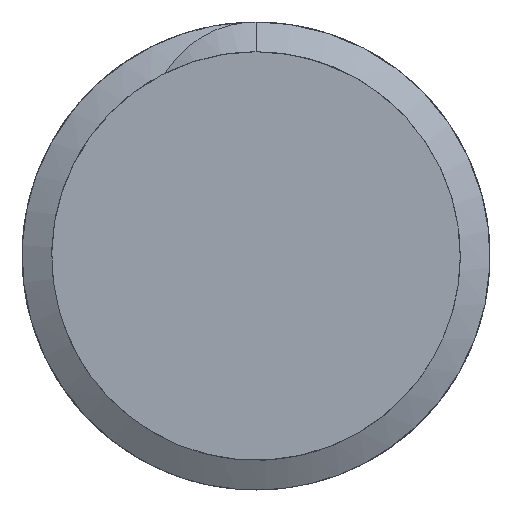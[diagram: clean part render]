
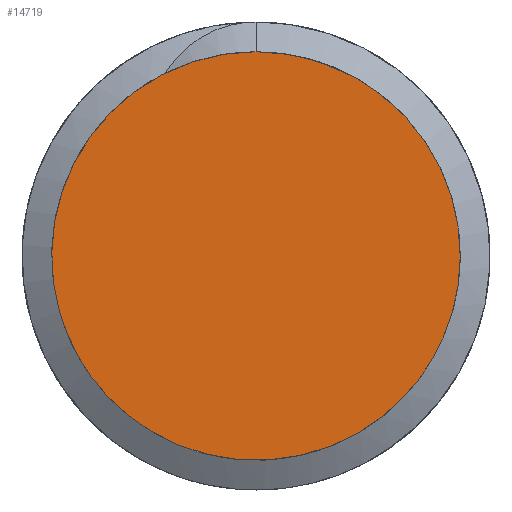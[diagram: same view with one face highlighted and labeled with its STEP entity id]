
A CAD part, front view. The second image highlights one B-rep face of the part: STEP entity #14719.
In plain terms, the highlighted free-form (B-spline) face has degree [1, 1] with [2, 2] control points.
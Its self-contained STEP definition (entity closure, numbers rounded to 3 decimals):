
#14719 = ADVANCED_FACE('',(#14720),#14736,.T.);
#14720 = FACE_BOUND('',#14721,.T.);
#14721 = EDGE_LOOP('',(#14722));
#14722 = ORIENTED_EDGE('',*,*,#14723,.T.);
#14723 = EDGE_CURVE('',#14724,#14724,#14726,.T.);
#14724 = VERTEX_POINT('',#14725);
#14725 = CARTESIAN_POINT('',(0.,-0.1,5.35));
#14726 = SURFACE_CURVE('',#14727,(#14735,#14769),.PCURVE_S1.);
#14727 = ( BOUNDED_CURVE() B_SPLINE_CURVE(2,(#14728,#14729,#14730,#14731
    ,#14732,#14733,#14734),.UNSPECIFIED.,.T.,.F.) 
B_SPLINE_CURVE_WITH_KNOTS((1,2,2,2,2,1),(-0.333,0.,
    0.333,0.667,1.,1.333),.UNSPECIFIED.) 
CURVE() GEOMETRIC_REPRESENTATION_ITEM() RATIONAL_B_SPLINE_CURVE((1.,0.5,
1.,0.5,1.,0.5,1.)) REPRESENTATION_ITEM('') );
#14728 = CARTESIAN_POINT('',(0.,-0.1,5.35));
#14729 = CARTESIAN_POINT('',(-9.266,-0.1,5.35));
#14730 = CARTESIAN_POINT('',(-4.633,-0.1,-2.675));
#14731 = CARTESIAN_POINT('',(0.,-0.1,-10.7)
  );
#14732 = CARTESIAN_POINT('',(4.633,-0.1,-2.675));
#14733 = CARTESIAN_POINT('',(9.266,-0.1,5.35));
#14734 = CARTESIAN_POINT('',(0.,-0.1,5.35));
#14735 = PCURVE('',#14736,#14741);
#14736 = B_SPLINE_SURFACE_WITH_KNOTS('',1,1,(
    (#14737,#14738)
    ,(#14739,#14740
    )),.UNSPECIFIED.,.F.,.F.,.F.,(2,2),(2,2),(0.,1.),(0.,1.),
  .PIECEWISE_BEZIER_KNOTS.);
#14737 = CARTESIAN_POINT('',(-5.885,-0.1,-5.885));
#14738 = CARTESIAN_POINT('',(-5.885,-0.1,5.885));
#14739 = CARTESIAN_POINT('',(5.885,-0.1,-5.885));
#14740 = CARTESIAN_POINT('',(5.885,-0.1,5.885));
#14741 = DEFINITIONAL_REPRESENTATION('',(#14742),#14768);
#14742 = B_SPLINE_CURVE_WITH_KNOTS('',3,(#14743,#14744,#14745,#14746,
    #14747,#14748,#14749,#14750,#14751,#14752,#14753,#14754,#14755,
    #14756,#14757,#14758,#14759,#14760,#14761,#14762,#14763,#14764,
    #14765,#14766,#14767),.UNSPECIFIED.,.T.,.F.,(4,1,1,1,1,1,1,1,1,1,1,1
    ,1,1,1,1,1,1,1,1,1,1,4),(0.,0.045,0.091,
    0.136,0.182,0.227,0.273,
    0.318,0.364,0.409,0.455,0.5,
    0.545,0.591,0.636,0.682,
    0.727,0.773,0.818,0.864,
    0.909,0.955,1.),.QUASI_UNIFORM_KNOTS.);
#14743 = CARTESIAN_POINT('',(0.5,0.955));
#14744 = CARTESIAN_POINT('',(0.465,0.955));
#14745 = CARTESIAN_POINT('',(0.387,0.946));
#14746 = CARTESIAN_POINT('',(0.267,0.898));
#14747 = CARTESIAN_POINT('',(0.157,0.81));
#14748 = CARTESIAN_POINT('',(0.078,0.688));
#14749 = CARTESIAN_POINT('',(0.041,0.549));
#14750 = CARTESIAN_POINT('',(0.047,0.415));
#14751 = CARTESIAN_POINT('',(0.086,0.301));
#14752 = CARTESIAN_POINT('',(0.143,0.211));
#14753 = CARTESIAN_POINT('',(0.234,0.123));
#14754 = CARTESIAN_POINT('',(0.357,0.061));
#14755 = CARTESIAN_POINT('',(0.5,0.038));
#14756 = CARTESIAN_POINT('',(0.643,0.061));
#14757 = CARTESIAN_POINT('',(0.766,0.123));
#14758 = CARTESIAN_POINT('',(0.857,0.211));
#14759 = CARTESIAN_POINT('',(0.914,0.301));
#14760 = CARTESIAN_POINT('',(0.953,0.415));
#14761 = CARTESIAN_POINT('',(0.959,0.549));
#14762 = CARTESIAN_POINT('',(0.922,0.688));
#14763 = CARTESIAN_POINT('',(0.843,0.81));
#14764 = CARTESIAN_POINT('',(0.733,0.898));
#14765 = CARTESIAN_POINT('',(0.613,0.946));
#14766 = CARTESIAN_POINT('',(0.535,0.955));
#14767 = CARTESIAN_POINT('',(0.5,0.955));
#14768 = ( GEOMETRIC_REPRESENTATION_CONTEXT(2) 
PARAMETRIC_REPRESENTATION_CONTEXT() REPRESENTATION_CONTEXT('2D SPACE',''
  ) );
#14769 = PCURVE('',#14770,#14789);
#14770 = ( BOUNDED_SURFACE() B_SPLINE_SURFACE(2,1,(
    (#14771,#14772)
    ,(#14773,#14774)
    ,(#14775,#14776)
    ,(#14777,#14778)
    ,(#14779,#14780)
    ,(#14781,#14782)
    ,(#14783,#14784)
    ,(#14785,#14786)
    ,(#14787,#14788
)),.UNSPECIFIED.,.T.,.F.,.F.) B_SPLINE_SURFACE_WITH_KNOTS((1,2,2,2,2,2,1
    ),(2,2),(-0.25,0.,0.25,0.5,0.75,1.,1.25),(0.,1.),.UNSPECIFIED.) 
GEOMETRIC_REPRESENTATION_ITEM() RATIONAL_B_SPLINE_SURFACE((
    (1.,1.)
    ,(0.707,0.707)
    ,(1.,1.)
    ,(0.707,0.707)
    ,(1.,1.)
    ,(0.707,0.707)
    ,(1.,1.)
    ,(0.707,0.707)
,(1.,1.))) REPRESENTATION_ITEM('') SURFACE() );
#14771 = CARTESIAN_POINT('',(0.,27.,5.35));
#14772 = CARTESIAN_POINT('',(0.,-0.1,5.35));
#14773 = CARTESIAN_POINT('',(-5.35,27.,5.35));
#14774 = CARTESIAN_POINT('',(-5.35,-0.1,5.35));
#14775 = CARTESIAN_POINT('',(-5.35,27.,0.));
#14776 = CARTESIAN_POINT('',(-5.35,-0.1,0.)
  );
#14777 = CARTESIAN_POINT('',(-5.35,27.,-5.35));
#14778 = CARTESIAN_POINT('',(-5.35,-0.1,-5.35));
#14779 = CARTESIAN_POINT('',(0.,27.,-5.35));
#14780 = CARTESIAN_POINT('',(0.,-0.1,-5.35)
  );
#14781 = CARTESIAN_POINT('',(5.35,27.,-5.35));
#14782 = CARTESIAN_POINT('',(5.35,-0.1,-5.35));
#14783 = CARTESIAN_POINT('',(5.35,27.,0.));
#14784 = CARTESIAN_POINT('',(5.35,-0.1,0.));
#14785 = CARTESIAN_POINT('',(5.35,27.,5.35));
#14786 = CARTESIAN_POINT('',(5.35,-0.1,5.35));
#14787 = CARTESIAN_POINT('',(0.,27.,5.35));
#14788 = CARTESIAN_POINT('',(0.,-0.1,5.35));
#14789 = DEFINITIONAL_REPRESENTATION('',(#14790),#14816);
#14790 = B_SPLINE_CURVE_WITH_KNOTS('',3,(#14791,#14792,#14793,#14794,
    #14795,#14796,#14797,#14798,#14799,#14800,#14801,#14802,#14803,
    #14804,#14805,#14806,#14807,#14808,#14809,#14810,#14811,#14812,
    #14813,#14814,#14815),.UNSPECIFIED.,.F.,.F.,(4,1,1,1,1,1,1,1,1,1,1,1
    ,1,1,1,1,1,1,1,1,1,1,4),(0.,0.045,0.091,
    0.136,0.182,0.227,0.273,
    0.318,0.364,0.409,0.455,0.5,
    0.545,0.591,0.636,0.682,
    0.727,0.773,0.818,0.864,
    0.909,0.955,1.),.QUASI_UNIFORM_KNOTS.);
#14791 = CARTESIAN_POINT('',(0.,1.));
#14792 = CARTESIAN_POINT('',(0.014,1.));
#14793 = CARTESIAN_POINT('',(0.042,1.));
#14794 = CARTESIAN_POINT('',(0.087,1.));
#14795 = CARTESIAN_POINT('',(0.133,1.));
#14796 = CARTESIAN_POINT('',(0.181,1.));
#14797 = CARTESIAN_POINT('',(0.231,1.));
#14798 = CARTESIAN_POINT('',(0.283,1.));
#14799 = CARTESIAN_POINT('',(0.324,1.));
#14800 = CARTESIAN_POINT('',(0.359,1.));
#14801 = CARTESIAN_POINT('',(0.401,1.));
#14802 = CARTESIAN_POINT('',(0.446,1.));
#14803 = CARTESIAN_POINT('',(0.5,1.));
#14804 = CARTESIAN_POINT('',(0.554,1.));
#14805 = CARTESIAN_POINT('',(0.599,1.));
#14806 = CARTESIAN_POINT('',(0.641,1.));
#14807 = CARTESIAN_POINT('',(0.676,1.));
#14808 = CARTESIAN_POINT('',(0.717,1.));
#14809 = CARTESIAN_POINT('',(0.769,1.));
#14810 = CARTESIAN_POINT('',(0.819,1.));
#14811 = CARTESIAN_POINT('',(0.867,1.));
#14812 = CARTESIAN_POINT('',(0.913,1.));
#14813 = CARTESIAN_POINT('',(0.958,1.));
#14814 = CARTESIAN_POINT('',(0.986,1.));
#14815 = CARTESIAN_POINT('',(1.,1.));
#14816 = ( GEOMETRIC_REPRESENTATION_CONTEXT(2) 
PARAMETRIC_REPRESENTATION_CONTEXT() REPRESENTATION_CONTEXT('2D SPACE',''
  ) );
